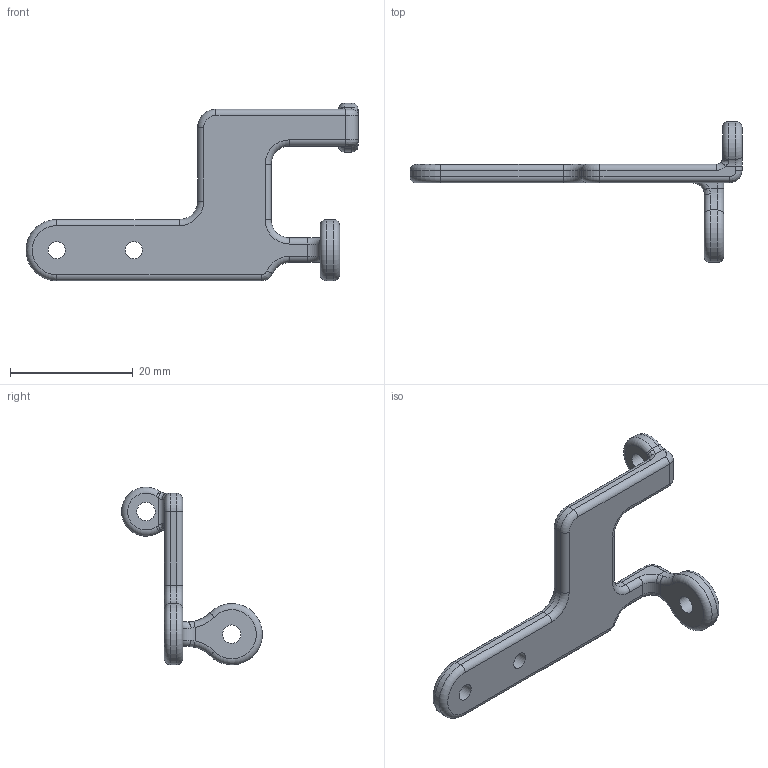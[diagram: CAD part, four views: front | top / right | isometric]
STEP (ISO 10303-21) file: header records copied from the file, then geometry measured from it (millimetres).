
FILE_DESCRIPTION(/* description */ (''),/* implementation_level */ '2;1');
FILE_NAME(/* name */ 'linkage_mount_MIR.stp',/* time_stamp */ '2017-09-07T14:51:59-04:00',/* author */ ('Nic'),/* organization */ (''),/* preprocessor_version */ 'ST-DEVELOPER v16.5',/* originating_system */ 'Autodesk Inventor 2017',/* authorisation */ '');
FILE_SCHEMA (('AUTOMOTIVE_DESIGN { 1 0 10303 214 3 1 1 }'));
Length unit declared in the file: millimetre
Products named in the file (1): linkage_mount_MIR
Bounding box: 54.17 x 22.99 x 28.99 mm (x, y, z)
Volume: 2487.1 mm3; surface area: 2279.3 mm2
Topology: 1 solids, 1 shells, 93 faces, 215 edges, 124 vertices
Faces by surface type: cylinder 41, torus 28, plane 14, bspline 10
Full cylindrical faces by diameter (mm): 2.8 x2, 3 x2
Entity records: 2779 total; most frequent: CARTESIAN_POINT 595, DIRECTION 505, ORIENTED_EDGE 422, AXIS2_PLACEMENT_3D 218, EDGE_CURVE 211, CIRCLE 134, VERTEX_POINT 124, EDGE_LOOP 105
